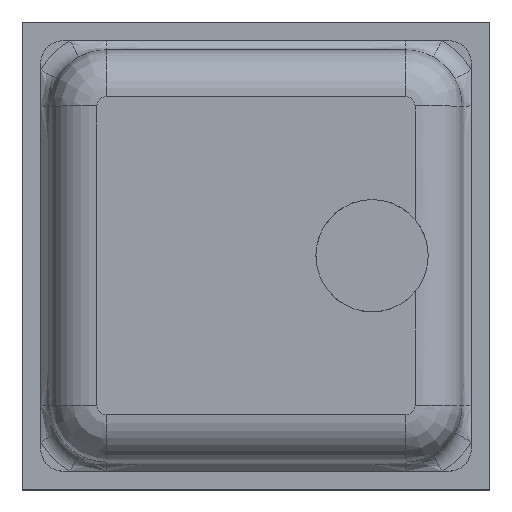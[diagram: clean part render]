
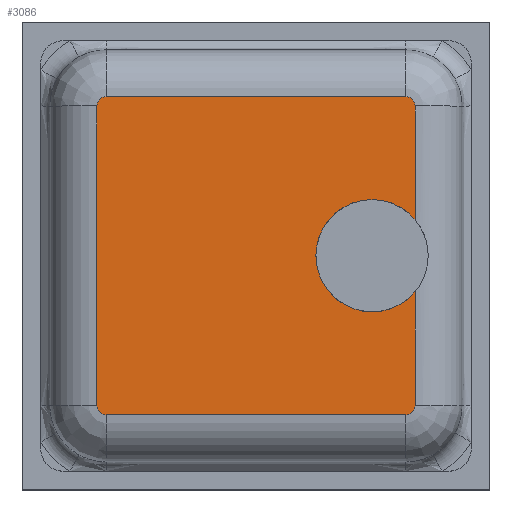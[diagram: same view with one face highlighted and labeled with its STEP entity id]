
A CAD part, top view. The second image highlights one B-rep face of the part: STEP entity #3086.
In plain terms, the highlighted planar face has unit normal (0, 0, 1).
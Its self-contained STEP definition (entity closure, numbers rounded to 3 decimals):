
#2814 = VERTEX_POINT('',#2815);
#2815 = CARTESIAN_POINT('',(0.85,-0.8,0.93));
#2824 = VERTEX_POINT('',#2825);
#2825 = CARTESIAN_POINT('',(0.8,-0.85,0.93));
#2832 = EDGE_CURVE('',#2814,#2824,#2833,.T.);
#2833 = CIRCLE('',#2834,0.05);
#2834 = AXIS2_PLACEMENT_3D('',#2835,#2836,#2837);
#2835 = CARTESIAN_POINT('',(0.8,-0.8,0.93));
#2836 = DIRECTION('',(-0.,0.,-1.));
#2837 = DIRECTION('',(1.,0.,-0.));
#2855 = EDGE_CURVE('',#2824,#2856,#2858,.T.);
#2856 = VERTEX_POINT('',#2857);
#2857 = CARTESIAN_POINT('',(-0.8,-0.85,0.93));
#2858 = LINE('',#2859,#2860);
#2859 = CARTESIAN_POINT('',(0.8,-0.85,0.93));
#2860 = VECTOR('',#2861,1.);
#2861 = DIRECTION('',(-1.,0.,0.));
#2882 = VERTEX_POINT('',#2883);
#2883 = CARTESIAN_POINT('',(-0.85,-0.8,0.93));
#2890 = EDGE_CURVE('',#2856,#2882,#2891,.T.);
#2891 = CIRCLE('',#2892,0.05);
#2892 = AXIS2_PLACEMENT_3D('',#2893,#2894,#2895);
#2893 = CARTESIAN_POINT('',(-0.8,-0.8,0.93));
#2894 = DIRECTION('',(-0.,0.,-1.));
#2895 = DIRECTION('',(0.,-1.,0.));
#2913 = EDGE_CURVE('',#2882,#2914,#2916,.T.);
#2914 = VERTEX_POINT('',#2915);
#2915 = CARTESIAN_POINT('',(-0.85,0.8,0.93));
#2916 = LINE('',#2917,#2918);
#2917 = CARTESIAN_POINT('',(-0.85,-0.8,0.93));
#2918 = VECTOR('',#2919,1.);
#2919 = DIRECTION('',(0.,1.,0.));
#2940 = VERTEX_POINT('',#2941);
#2941 = CARTESIAN_POINT('',(-0.8,0.85,0.93));
#2948 = EDGE_CURVE('',#2914,#2940,#2949,.T.);
#2949 = CIRCLE('',#2950,0.05);
#2950 = AXIS2_PLACEMENT_3D('',#2951,#2952,#2953);
#2951 = CARTESIAN_POINT('',(-0.8,0.8,0.93));
#2952 = DIRECTION('',(0.,0.,-1.));
#2953 = DIRECTION('',(-1.,0.,0.));
#2971 = EDGE_CURVE('',#2940,#2972,#2974,.T.);
#2972 = VERTEX_POINT('',#2973);
#2973 = CARTESIAN_POINT('',(0.8,0.85,0.93));
#2974 = LINE('',#2975,#2976);
#2975 = CARTESIAN_POINT('',(-0.8,0.85,0.93));
#2976 = VECTOR('',#2977,1.);
#2977 = DIRECTION('',(1.,0.,0.));
#2998 = VERTEX_POINT('',#2999);
#2999 = CARTESIAN_POINT('',(0.85,0.8,0.93));
#3006 = EDGE_CURVE('',#2972,#2998,#3007,.T.);
#3007 = CIRCLE('',#3008,0.05);
#3008 = AXIS2_PLACEMENT_3D('',#3009,#3010,#3011);
#3009 = CARTESIAN_POINT('',(0.8,0.8,0.93));
#3010 = DIRECTION('',(0.,0.,-1.));
#3011 = DIRECTION('',(0.,1.,0.));
#3030 = EDGE_CURVE('',#2998,#3031,#3033,.T.);
#3031 = VERTEX_POINT('',#3032);
#3032 = CARTESIAN_POINT('',(0.85,0.193,0.93));
#3033 = LINE('',#3034,#3035);
#3034 = CARTESIAN_POINT('',(0.85,0.8,0.93));
#3035 = VECTOR('',#3036,1.);
#3036 = DIRECTION('',(0.,-1.,0.));
#3039 = VERTEX_POINT('',#3040);
#3040 = CARTESIAN_POINT('',(0.85,-0.193,0.93));
#3075 = EDGE_CURVE('',#3039,#2814,#3076,.T.);
#3076 = LINE('',#3077,#3078);
#3077 = CARTESIAN_POINT('',(0.85,0.8,0.93));
#3078 = VECTOR('',#3079,1.);
#3079 = DIRECTION('',(0.,-1.,0.));
#3086 = ADVANCED_FACE('',(#3087),#3114,.F.);
#3087 = FACE_BOUND('',#3088,.F.);
#3088 = EDGE_LOOP('',(#3089,#3090,#3091,#3092,#3093,#3102,#3109,#3110,
    #3111,#3112,#3113));
#3089 = ORIENTED_EDGE('',*,*,#2948,.T.);
#3090 = ORIENTED_EDGE('',*,*,#2971,.T.);
#3091 = ORIENTED_EDGE('',*,*,#3006,.T.);
#3092 = ORIENTED_EDGE('',*,*,#3030,.T.);
#3093 = ORIENTED_EDGE('',*,*,#3094,.T.);
#3094 = EDGE_CURVE('',#3031,#3095,#3097,.T.);
#3095 = VERTEX_POINT('',#3096);
#3096 = CARTESIAN_POINT('',(0.62,0.3,0.93));
#3097 = CIRCLE('',#3098,0.3);
#3098 = AXIS2_PLACEMENT_3D('',#3099,#3100,#3101);
#3099 = CARTESIAN_POINT('',(0.62,0.,0.93));
#3100 = DIRECTION('',(0.,-0.,1.));
#3101 = DIRECTION('',(0.,1.,0.));
#3102 = ORIENTED_EDGE('',*,*,#3103,.T.);
#3103 = EDGE_CURVE('',#3095,#3039,#3104,.T.);
#3104 = CIRCLE('',#3105,0.3);
#3105 = AXIS2_PLACEMENT_3D('',#3106,#3107,#3108);
#3106 = CARTESIAN_POINT('',(0.62,0.,0.93));
#3107 = DIRECTION('',(0.,-0.,1.));
#3108 = DIRECTION('',(0.,1.,0.));
#3109 = ORIENTED_EDGE('',*,*,#3075,.T.);
#3110 = ORIENTED_EDGE('',*,*,#2832,.T.);
#3111 = ORIENTED_EDGE('',*,*,#2855,.T.);
#3112 = ORIENTED_EDGE('',*,*,#2890,.T.);
#3113 = ORIENTED_EDGE('',*,*,#2913,.T.);
#3114 = PLANE('',#3115);
#3115 = AXIS2_PLACEMENT_3D('',#3116,#3117,#3118);
#3116 = CARTESIAN_POINT('',(0.,0.,0.93));
#3117 = DIRECTION('',(0.,-0.,-1.));
#3118 = DIRECTION('',(0.,-1.,0.));
